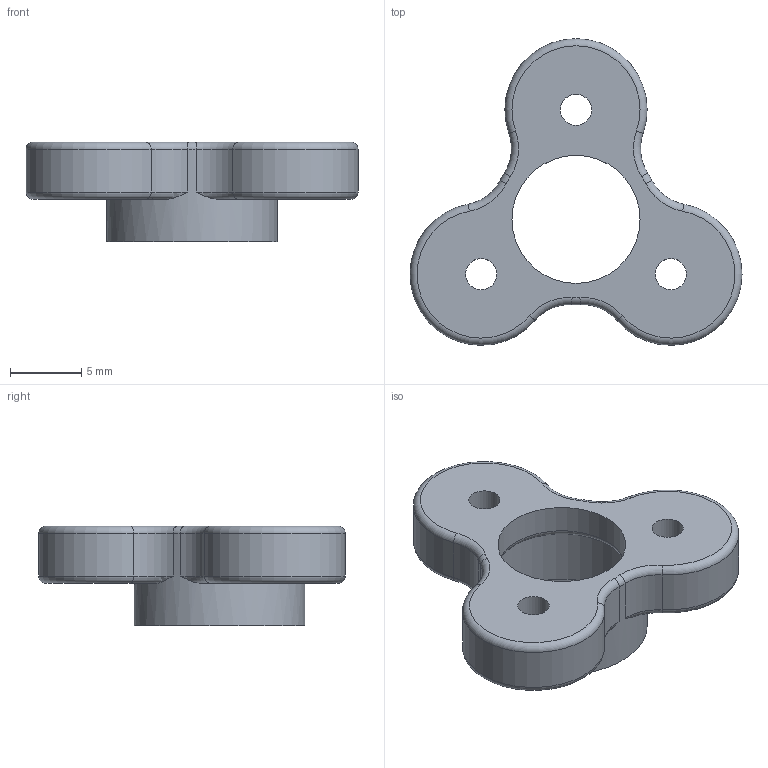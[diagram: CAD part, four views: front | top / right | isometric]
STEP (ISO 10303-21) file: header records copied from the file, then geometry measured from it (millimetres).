
FILE_DESCRIPTION(/* description */ (''),/* implementation_level */ '2;1');
FILE_NAME(/* name */ 'fidgetstack.stp',/* time_stamp */ '2017-08-27T19:22:37-07:00',/* author */ ('Jeremy'),/* organization */ (''),/* preprocessor_version */ 'ST-DEVELOPER v16.5',/* originating_system */ 'Autodesk Inventor 2017',/* authorisation */ '');
FILE_SCHEMA (('AUTOMOTIVE_DESIGN { 1 0 10303 214 3 1 1 }'));
Length unit declared in the file: inch
Products named in the file (1): fidgetstack
Bounding box: 23.34 x 21.55 x 7 mm (x, y, z)
Volume: 964.1 mm3; surface area: 1115.7 mm2
Topology: 1 solids, 1 shells, 43 faces, 103 edges, 62 vertices
Faces by surface type: torus 22, cylinder 15, plane 5, cone 1
Full cylindrical faces by diameter (mm): 2.2 x3, 9 x1, 10 x1, 12 x1
Entity records: 1292 total; most frequent: DIRECTION 250, CARTESIAN_POINT 239, ORIENTED_EDGE 186, AXIS2_PLACEMENT_3D 119, EDGE_CURVE 93, CIRCLE 75, VERTEX_POINT 60, EDGE_LOOP 59
